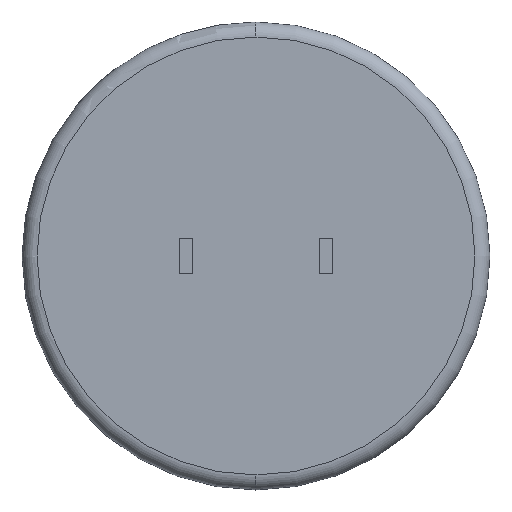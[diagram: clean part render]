
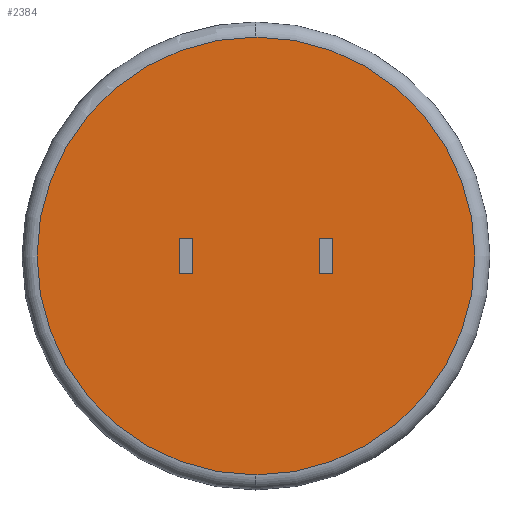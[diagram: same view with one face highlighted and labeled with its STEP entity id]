
A CAD part, front view. The second image highlights one B-rep face of the part: STEP entity #2384.
In plain terms, the highlighted planar face has unit normal (0, -1, 0).
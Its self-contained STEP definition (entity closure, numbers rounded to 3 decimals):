
#9 = VECTOR ( 'NONE', #11, 1000. ) ;
#11 = DIRECTION ( 'NONE',  ( 1., 0., 0. ) ) ;
#14 = LINE ( 'NONE', #218, #88 ) ;
#28 = EDGE_CURVE ( 'NONE', #284, #2246, #995, .T. ) ;
#61 = EDGE_CURVE ( 'NONE', #2620, #1643, #1176, .T. ) ;
#88 = VECTOR ( 'NONE', #1046, 1000. ) ;
#91 = VECTOR ( 'NONE', #1351, 1000. ) ;
#155 = ORIENTED_EDGE ( 'NONE', *, *, #28, .F. ) ;
#158 = EDGE_CURVE ( 'NONE', #2057, #2253, #2574, .T. ) ;
#218 = CARTESIAN_POINT ( 'NONE',  ( -2.79, 0., 0.65 ) ) ;
#239 = DIRECTION ( 'NONE',  ( -1., 0., 0. ) ) ;
#255 = VECTOR ( 'NONE', #2035, 1000. ) ;
#275 = CARTESIAN_POINT ( 'NONE',  ( -2.79, 0., 0. ) ) ;
#278 = AXIS2_PLACEMENT_3D ( 'NONE', #2203, #1356, #723 ) ;
#284 = VERTEX_POINT ( 'NONE', #810 ) ;
#293 = ORIENTED_EDGE ( 'NONE', *, *, #158, .T. ) ;
#307 = EDGE_CURVE ( 'NONE', #1959, #2246, #1839, .T. ) ;
#573 = EDGE_LOOP ( 'NONE', ( #1277, #1590, #2011, #155 ) ) ;
#650 = AXIS2_PLACEMENT_3D ( 'NONE', #1586, #1573, #2196 ) ;
#690 = EDGE_CURVE ( 'NONE', #2253, #2057, #2525, .T. ) ;
#694 = VECTOR ( 'NONE', #1449, 1000. ) ;
#723 = DIRECTION ( 'NONE',  ( 0., 0., 1. ) ) ;
#803 = CARTESIAN_POINT ( 'NONE',  ( -2.29, 0., 0.65 ) ) ;
#810 = CARTESIAN_POINT ( 'NONE',  ( -2.79, 0., -0.65 ) ) ;
#811 = CARTESIAN_POINT ( 'NONE',  ( -2.79, 0., -0.65 ) ) ;
#851 = CARTESIAN_POINT ( 'NONE',  ( 2.29, 0., -0.65 ) ) ;
#872 = CARTESIAN_POINT ( 'NONE',  ( -2.79, 0., 0.65 ) ) ;
#875 = FACE_BOUND ( 'NONE', #573, .T. ) ;
#895 = DIRECTION ( 'NONE',  ( 0., 0., -1. ) ) ;
#969 = ORIENTED_EDGE ( 'NONE', *, *, #61, .F. ) ;
#995 = LINE ( 'NONE', #811, #9 ) ;
#1029 = FACE_OUTER_BOUND ( 'NONE', #2692, .T. ) ;
#1046 = DIRECTION ( 'NONE',  ( 1., 0., 0. ) ) ;
#1158 = CARTESIAN_POINT ( 'NONE',  ( 2.29, 0., -0.65 ) ) ;
#1174 = CARTESIAN_POINT ( 'NONE',  ( 2.79, 0., 0. ) ) ;
#1176 = LINE ( 'NONE', #851, #2445 ) ;
#1246 = VERTEX_POINT ( 'NONE', #872 ) ;
#1259 = CARTESIAN_POINT ( 'NONE',  ( 2.29, 0., 0.65 ) ) ;
#1277 = ORIENTED_EDGE ( 'NONE', *, *, #2518, .T. ) ;
#1312 = DIRECTION ( 'NONE',  ( 0., 0., 1. ) ) ;
#1313 = FACE_BOUND ( 'NONE', #1421, .T. ) ;
#1351 = DIRECTION ( 'NONE',  ( 0., 0., 1. ) ) ;
#1353 = CARTESIAN_POINT ( 'NONE',  ( 2.79, 0., -0.65 ) ) ;
#1356 = DIRECTION ( 'NONE',  ( 0., -1., 0. ) ) ;
#1379 = VECTOR ( 'NONE', #895, 1000. ) ;
#1384 = LINE ( 'NONE', #1174, #255 ) ;
#1421 = EDGE_LOOP ( 'NONE', ( #1472, #2551, #2458, #969 ) ) ;
#1436 = VERTEX_POINT ( 'NONE', #1584 ) ;
#1449 = DIRECTION ( 'NONE',  ( 0., 0., -1. ) ) ;
#1468 = EDGE_CURVE ( 'NONE', #2493, #1436, #2648, .T. ) ;
#1472 = ORIENTED_EDGE ( 'NONE', *, *, #2553, .F. ) ;
#1481 = DIRECTION ( 'NONE',  ( 1., 0., 0. ) ) ;
#1573 = DIRECTION ( 'NONE',  ( 0., -1., 0. ) ) ;
#1584 = CARTESIAN_POINT ( 'NONE',  ( 2.29, 0., 0.65 ) ) ;
#1586 = CARTESIAN_POINT ( 'NONE',  ( 0., 0., 0. ) ) ;
#1590 = ORIENTED_EDGE ( 'NONE', *, *, #2732, .T. ) ;
#1643 = VERTEX_POINT ( 'NONE', #1353 ) ;
#1704 = LINE ( 'NONE', #275, #91 ) ;
#1738 = CARTESIAN_POINT ( 'NONE',  ( -2.29, 0., 0.65 ) ) ;
#1787 = LINE ( 'NONE', #1158, #1379 ) ;
#1819 = ORIENTED_EDGE ( 'NONE', *, *, #690, .T. ) ;
#1839 = LINE ( 'NONE', #803, #694 ) ;
#1918 = CARTESIAN_POINT ( 'NONE',  ( 0., 0., 0. ) ) ;
#1959 = VERTEX_POINT ( 'NONE', #1738 ) ;
#1998 = AXIS2_PLACEMENT_3D ( 'NONE', #1918, #2357, #1312 ) ;
#2011 = ORIENTED_EDGE ( 'NONE', *, *, #307, .T. ) ;
#2035 = DIRECTION ( 'NONE',  ( 0., 0., 1. ) ) ;
#2057 = VERTEX_POINT ( 'NONE', #2604 ) ;
#2105 = CARTESIAN_POINT ( 'NONE',  ( 2.29, 0., -0.65 ) ) ;
#2170 = VECTOR ( 'NONE', #239, 1000. ) ;
#2196 = DIRECTION ( 'NONE',  ( 0., 0., 1. ) ) ;
#2203 = CARTESIAN_POINT ( 'NONE',  ( 0., 0., 0. ) ) ;
#2219 = EDGE_CURVE ( 'NONE', #1643, #2493, #1384, .T. ) ;
#2246 = VERTEX_POINT ( 'NONE', #2263 ) ;
#2253 = VERTEX_POINT ( 'NONE', #2480 ) ;
#2263 = CARTESIAN_POINT ( 'NONE',  ( -2.29, 0., -0.65 ) ) ;
#2357 = DIRECTION ( 'NONE',  ( 0., 1., 0. ) ) ;
#2384 = ADVANCED_FACE ( 'NONE', ( #1029, #875, #1313 ), #2597, .F. ) ;
#2445 = VECTOR ( 'NONE', #1481, 1000. ) ;
#2458 = ORIENTED_EDGE ( 'NONE', *, *, #2219, .F. ) ;
#2480 = CARTESIAN_POINT ( 'NONE',  ( 0., 0., -7.952 ) ) ;
#2493 = VERTEX_POINT ( 'NONE', #2617 ) ;
#2518 = EDGE_CURVE ( 'NONE', #284, #1246, #1704, .T. ) ;
#2525 = CIRCLE ( 'NONE', #278, 7.952 ) ;
#2551 = ORIENTED_EDGE ( 'NONE', *, *, #1468, .F. ) ;
#2553 = EDGE_CURVE ( 'NONE', #1436, #2620, #1787, .T. ) ;
#2574 = CIRCLE ( 'NONE', #650, 7.952 ) ;
#2597 = PLANE ( 'NONE',  #1998 ) ;
#2604 = CARTESIAN_POINT ( 'NONE',  ( 0., 0., 7.952 ) ) ;
#2617 = CARTESIAN_POINT ( 'NONE',  ( 2.79, 0., 0.65 ) ) ;
#2620 = VERTEX_POINT ( 'NONE', #2105 ) ;
#2648 = LINE ( 'NONE', #1259, #2170 ) ;
#2692 = EDGE_LOOP ( 'NONE', ( #293, #1819 ) ) ;
#2732 = EDGE_CURVE ( 'NONE', #1246, #1959, #14, .T. ) ;
